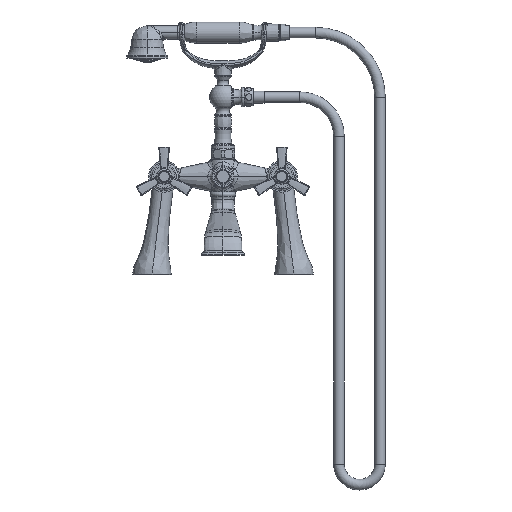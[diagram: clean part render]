
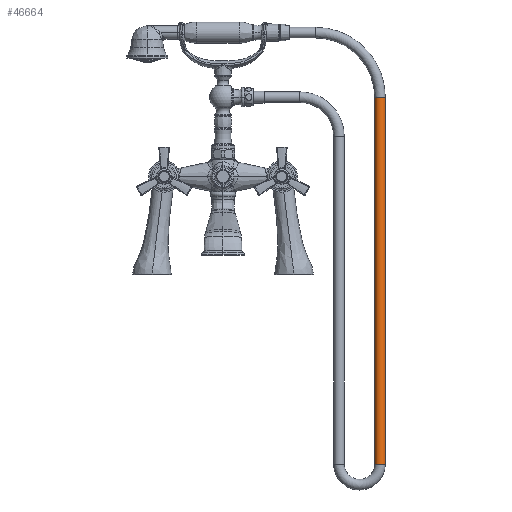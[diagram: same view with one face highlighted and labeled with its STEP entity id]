
A CAD part, top view. The second image highlights one B-rep face of the part: STEP entity #46664.
In plain terms, the highlighted cylindrical face has radius 6.858 mm (diameter 13.716 mm), a partial arc.
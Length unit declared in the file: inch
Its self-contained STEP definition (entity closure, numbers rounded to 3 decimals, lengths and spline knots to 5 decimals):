
#13999=DIRECTION('',(0.,-1.,0.));
#14000=VECTOR('',#13999,18.713);
#14001=CARTESIAN_POINT('',(7.73343,4.04827,0.));
#14002=LINE('',#14001,#14000);
#14003=CARTESIAN_POINT('',(8.00343,4.04827,0.));
#14004=DIRECTION('',(0.,-1.,0.));
#14005=DIRECTION('',(1.,0.,0.));
#14006=AXIS2_PLACEMENT_3D('',#14003,#14004,#14005);
#14008=DIRECTION('',(0.,-1.,0.));
#14009=VECTOR('',#14008,18.713);
#14010=CARTESIAN_POINT('',(8.27343,4.04827,0.));
#14011=LINE('',#14010,#14009);
#14012=CARTESIAN_POINT('',(8.00343,-14.66473,0.));
#14013=DIRECTION('',(0.,-1.,0.));
#14014=DIRECTION('',(1.,0.,0.));
#14015=AXIS2_PLACEMENT_3D('',#14012,#14013,#14014);
#15417=CARTESIAN_POINT('',(7.73343,4.04827,0.));
#15418=CARTESIAN_POINT('',(8.27343,4.04827,0.));
#15419=VERTEX_POINT('',#15417);
#15420=VERTEX_POINT('',#15418);
#15421=CARTESIAN_POINT('',(7.73343,-14.66473,0.));
#15422=VERTEX_POINT('',#15421);
#15423=CARTESIAN_POINT('',(8.27343,-14.66473,0.));
#15424=VERTEX_POINT('',#15423);
#46652=CARTESIAN_POINT('',(8.00343,4.04827,0.));
#46653=DIRECTION('',(0.,-1.,0.));
#46654=DIRECTION('',(-1.,0.,0.));
#46655=AXIS2_PLACEMENT_3D('',#46652,#46653,#46654);
#46656=CYLINDRICAL_SURFACE('',#46655,0.27);
#46657=ORIENTED_EDGE('',*,*,#46617,.F.);
#46658=ORIENTED_EDGE('',*,*,#46647,.T.);
#46660=ORIENTED_EDGE('',*,*,#46659,.T.);
#46661=ORIENTED_EDGE('',*,*,#46643,.F.);
#46662=EDGE_LOOP('',(#46657,#46658,#46660,#46661));
#46663=FACE_OUTER_BOUND('',#46662,.F.);
#46664=ADVANCED_FACE('',(#46663),#46656,.T.);
#14007=CIRCLE('',#14006,0.27);
#14016=CIRCLE('',#14015,0.27);
#46617=EDGE_CURVE('',#15420,#15419,#14007,.T.);
#46643=EDGE_CURVE('',#15419,#15422,#14002,.T.);
#46647=EDGE_CURVE('',#15420,#15424,#14011,.T.);
#46659=EDGE_CURVE('',#15424,#15422,#14016,.T.);
